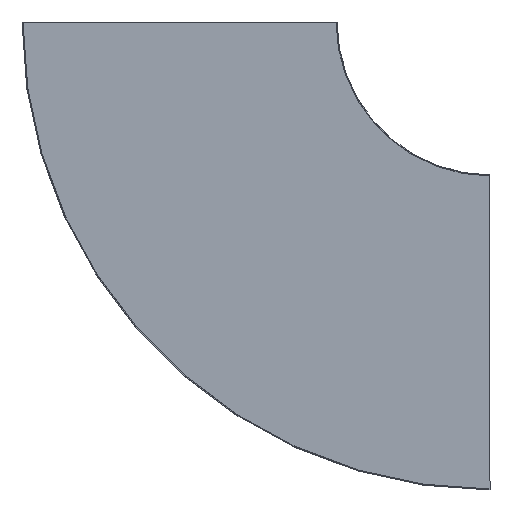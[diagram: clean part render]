
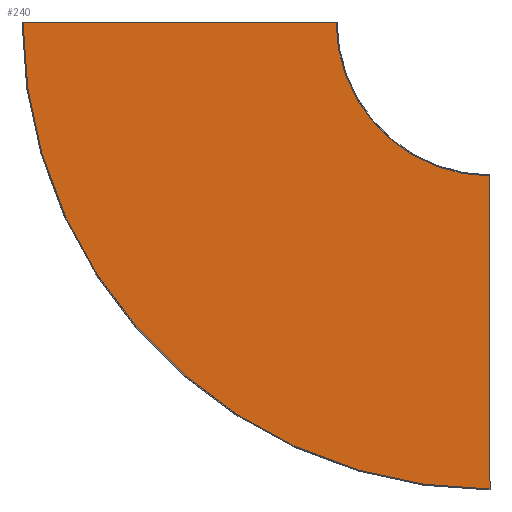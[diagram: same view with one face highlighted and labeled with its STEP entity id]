
A CAD part, front view. The second image highlights one B-rep face of the part: STEP entity #240.
In plain terms, the highlighted planar face has unit normal (0, -1, 0).
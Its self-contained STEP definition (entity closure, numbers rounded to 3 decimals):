
#65 = DIRECTION ( 'NONE',  ( 0., 0., 1. ) ) ;
#73 = FACE_OUTER_BOUND ( 'NONE', #221, .T. ) ;
#89 = AXIS2_PLACEMENT_3D ( 'NONE', #537, #245, #105 ) ;
#105 = DIRECTION ( 'NONE',  ( 0., 0., -1. ) ) ;
#164 = VECTOR ( 'NONE', #629, 1000. ) ;
#183 = VERTEX_POINT ( 'NONE', #431 ) ;
#194 = VERTEX_POINT ( 'NONE', #354 ) ;
#196 = EDGE_CURVE ( 'NONE', #413, #194, #342, .T. ) ;
#200 = EDGE_CURVE ( 'NONE', #491, #183, #335, .T. ) ;
#221 = EDGE_LOOP ( 'NONE', ( #332, #505, #757, #826 ) ) ;
#240 = ADVANCED_FACE ( 'NONE', ( #73 ), #728, .T. ) ;
#245 = DIRECTION ( 'NONE',  ( 0., -1., 0. ) ) ;
#296 = VECTOR ( 'NONE', #399, 1000. ) ;
#332 = ORIENTED_EDGE ( 'NONE', *, *, #427, .T. ) ;
#335 = LINE ( 'NONE', #460, #296 ) ;
#342 = LINE ( 'NONE', #713, #164 ) ;
#354 = CARTESIAN_POINT ( 'NONE',  ( 0., -1., -297.5 ) ) ;
#399 = DIRECTION ( 'NONE',  ( 1., 0., 0. ) ) ;
#411 = EDGE_CURVE ( 'NONE', #413, #491, #635, .T. ) ;
#413 = VERTEX_POINT ( 'NONE', #712 ) ;
#427 = EDGE_CURVE ( 'NONE', #194, #183, #660, .T. ) ;
#431 = CARTESIAN_POINT ( 'NONE',  ( -297.5, -1., 0. ) ) ;
#460 = CARTESIAN_POINT ( 'NONE',  ( -297.5, -1., 0. ) ) ;
#491 = VERTEX_POINT ( 'NONE', #809 ) ;
#505 = ORIENTED_EDGE ( 'NONE', *, *, #200, .F. ) ;
#537 = CARTESIAN_POINT ( 'NONE',  ( 0., -1., -297.5 ) ) ;
#616 = DIRECTION ( 'NONE',  ( 0., 0., 1. ) ) ;
#629 = DIRECTION ( 'NONE',  ( 0., 0., 1. ) ) ;
#635 = CIRCLE ( 'NONE', #812, 902.5 ) ;
#660 = CIRCLE ( 'NONE', #775, 297.5 ) ;
#671 = DIRECTION ( 'NONE',  ( 0., 1., 0. ) ) ;
#672 = CARTESIAN_POINT ( 'NONE',  ( 0., -1., 0. ) ) ;
#712 = CARTESIAN_POINT ( 'NONE',  ( 0., -1., -902.5 ) ) ;
#713 = CARTESIAN_POINT ( 'NONE',  ( 0., -1., -297.5 ) ) ;
#728 = PLANE ( 'NONE',  #89 ) ;
#757 = ORIENTED_EDGE ( 'NONE', *, *, #411, .F. ) ;
#774 = DIRECTION ( 'NONE',  ( 0., 1., 0. ) ) ;
#775 = AXIS2_PLACEMENT_3D ( 'NONE', #672, #671, #616 ) ;
#777 = CARTESIAN_POINT ( 'NONE',  ( 0., -1., 0. ) ) ;
#809 = CARTESIAN_POINT ( 'NONE',  ( -902.5, -1., 0. ) ) ;
#812 = AXIS2_PLACEMENT_3D ( 'NONE', #777, #774, #65 ) ;
#826 = ORIENTED_EDGE ( 'NONE', *, *, #196, .T. ) ;
